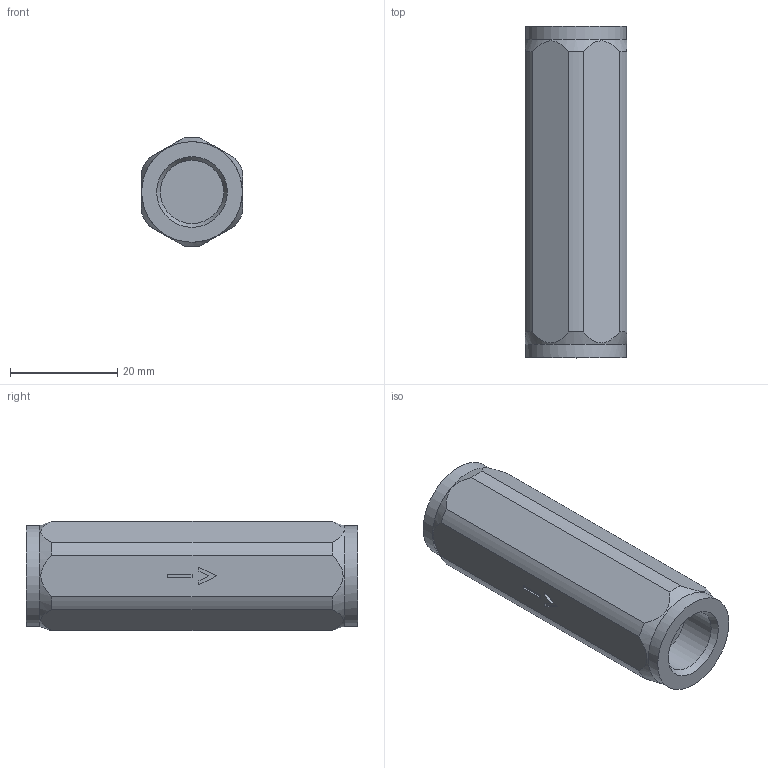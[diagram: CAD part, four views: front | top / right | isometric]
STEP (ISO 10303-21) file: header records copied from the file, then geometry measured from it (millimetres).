
FILE_DESCRIPTION(/* description */ ('Unknown'),/* implementation_level */ '2;1');
FILE_NAME(/* name */ '200264500_HRV_G1_4_IG_Niro_2024_11_18',/* time_stamp */ '2024-11-18T11:00:02+01:00',/* author */ ('Unknown'),/* organization */ ('Unknown'),/* preprocessor_version */ 'ST-DEVELOPER v18.104',/* originating_system */ 'Solid Edge',/* authorisation */ 'Unknown');
FILE_SCHEMA (('AUTOMOTIVE_DESIGN {1 0 10303 214 3 1 1}'));
Length unit declared in the file: millimetre
Products named in the file (1): 200264500_HRV_G1_4_IG_Niro_2024_11_18
Bounding box: 19 x 62 x 20.49 mm (x, y, z)
Volume: 17022.7 mm3; surface area: 5112.3 mm2
Topology: 1 solids, 1 shells, 342 faces, 836 edges, 557 vertices
Faces by surface type: bspline 249, plane 79, cylinder 10, cone 4
Full cylindrical faces by diameter (mm): 11.82 x2, 18.8 x2
Entity records: 15769 total; most frequent: CARTESIAN_POINT 6803, ORIENTED_EDGE 1610, EDGE_CURVE 805, DIRECTION 673, VERTEX_POINT 552, LINE 441, VECTOR 441, EDGE_LOOP 429
